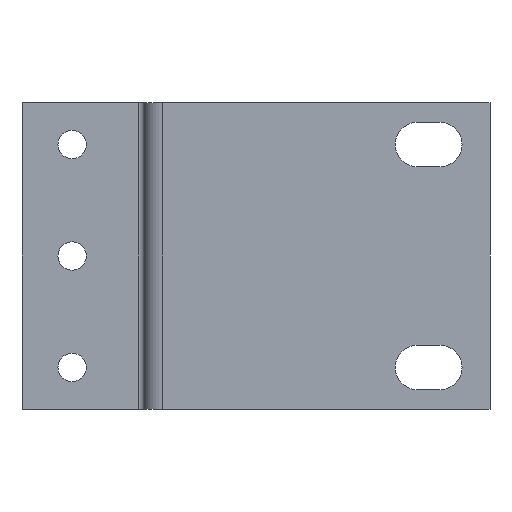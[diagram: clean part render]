
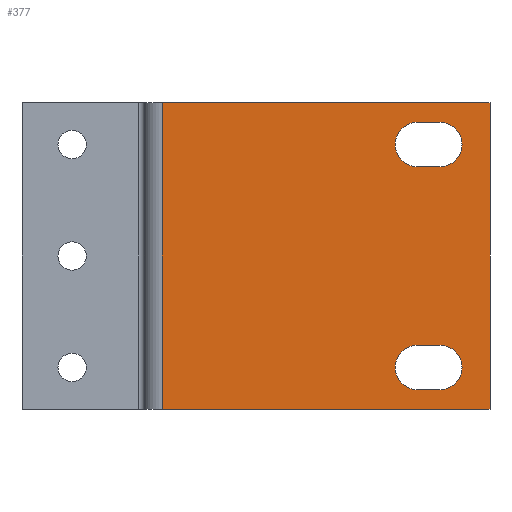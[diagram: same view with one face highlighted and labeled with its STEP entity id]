
A CAD part, front view. The second image highlights one B-rep face of the part: STEP entity #377.
In plain terms, the highlighted planar face has unit normal (0, -1, 0).
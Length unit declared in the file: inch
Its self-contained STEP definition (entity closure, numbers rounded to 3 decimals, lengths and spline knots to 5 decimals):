
#4 = VERTEX_POINT ( 'NONE', #93 ) ;
#6 = CARTESIAN_POINT ( 'NONE',  ( 1.031, 0., -0.5 ) ) ;
#12 = CARTESIAN_POINT ( 'NONE',  ( 1.031, 0., 0.75 ) ) ;
#13 = CARTESIAN_POINT ( 'NONE',  ( 1.3125, 0., 0.859 ) ) ;
#20 = CARTESIAN_POINT ( 'NONE',  ( 1.031, 0., 0.625 ) ) ;
#28 = DIRECTION ( 'NONE',  ( 1., 0., 0. ) ) ;
#31 = EDGE_LOOP ( 'NONE', ( #124, #736, #272, #107 ) ) ;
#53 = AXIS2_PLACEMENT_3D ( 'NONE', #334, #639, #149 ) ;
#57 = DIRECTION ( 'NONE',  ( -1., 0., 0. ) ) ;
#67 = VERTEX_POINT ( 'NONE', #302 ) ;
#70 = DIRECTION ( 'NONE',  ( 0., 1., 0. ) ) ;
#77 = EDGE_CURVE ( 'NONE', #507, #112, #324, .T. ) ;
#93 = CARTESIAN_POINT ( 'NONE',  ( 0.906, 0., 0.75 ) ) ;
#104 = CIRCLE ( 'NONE', #772, 0.125 ) ;
#107 = ORIENTED_EDGE ( 'NONE', *, *, #542, .T. ) ;
#112 = VERTEX_POINT ( 'NONE', #13 ) ;
#124 = ORIENTED_EDGE ( 'NONE', *, *, #284, .T. ) ;
#130 = CIRCLE ( 'NONE', #474, 0.125 ) ;
#132 = ORIENTED_EDGE ( 'NONE', *, *, #138, .T. ) ;
#137 = CARTESIAN_POINT ( 'NONE',  ( 1.3125, 0., -0.859 ) ) ;
#138 = EDGE_CURVE ( 'NONE', #652, #793, #305, .T. ) ;
#141 = DIRECTION ( 'NONE',  ( 1., 0., 0. ) ) ;
#142 = VECTOR ( 'NONE', #546, 39.37008 ) ;
#149 = DIRECTION ( 'NONE',  ( 0., 0., 1. ) ) ;
#164 = VERTEX_POINT ( 'NONE', #385 ) ;
#165 = FACE_OUTER_BOUND ( 'NONE', #695, .T. ) ;
#178 = DIRECTION ( 'NONE',  ( 0., 0., 1. ) ) ;
#190 = DIRECTION ( 'NONE',  ( 0., 0., 1. ) ) ;
#198 = ORIENTED_EDGE ( 'NONE', *, *, #487, .T. ) ;
#203 = DIRECTION ( 'NONE',  ( 1., 0., 0. ) ) ;
#208 = DIRECTION ( 'NONE',  ( 0., 1., 0. ) ) ;
#216 = AXIS2_PLACEMENT_3D ( 'NONE', #20, #208, #274 ) ;
#225 = LINE ( 'NONE', #777, #325 ) ;
#229 = CARTESIAN_POINT ( 'NONE',  ( -1.3125, 0., -0.75 ) ) ;
#260 = ORIENTED_EDGE ( 'NONE', *, *, #740, .T. ) ;
#264 = CARTESIAN_POINT ( 'NONE',  ( -0.52469, 0., 0.859 ) ) ;
#267 = VECTOR ( 'NONE', #203, 39.37008 ) ;
#271 = LINE ( 'NONE', #460, #437 ) ;
#272 = ORIENTED_EDGE ( 'NONE', *, *, #481, .T. ) ;
#273 = CARTESIAN_POINT ( 'NONE',  ( -1.3125, 0., -0.859 ) ) ;
#274 = DIRECTION ( 'NONE',  ( 0., 0., 1. ) ) ;
#284 = EDGE_CURVE ( 'NONE', #610, #533, #271, .T. ) ;
#288 = FACE_BOUND ( 'NONE', #447, .T. ) ;
#294 = LINE ( 'NONE', #229, #299 ) ;
#299 = VECTOR ( 'NONE', #532, 39.37008 ) ;
#301 = FACE_BOUND ( 'NONE', #31, .T. ) ;
#302 = CARTESIAN_POINT ( 'NONE',  ( 1.031, 0., -0.75 ) ) ;
#304 = CARTESIAN_POINT ( 'NONE',  ( 0.906, 0., 0.625 ) ) ;
#305 = LINE ( 'NONE', #670, #142 ) ;
#323 = VECTOR ( 'NONE', #792, 39.37008 ) ;
#324 = LINE ( 'NONE', #137, #323 ) ;
#325 = VECTOR ( 'NONE', #725, 39.37008 ) ;
#327 = LINE ( 'NONE', #273, #267 ) ;
#332 = EDGE_CURVE ( 'NONE', #583, #164, #429, .T. ) ;
#334 = CARTESIAN_POINT ( 'NONE',  ( 1.031, 0., -0.625 ) ) ;
#359 = DIRECTION ( 'NONE',  ( 0., 0., -1. ) ) ;
#361 = LINE ( 'NONE', #536, #758 ) ;
#377 = ADVANCED_FACE ( 'NONE', ( #165, #301, #288 ), #545, .T. ) ;
#382 = EDGE_CURVE ( 'NONE', #443, #4, #104, .T. ) ;
#385 = CARTESIAN_POINT ( 'NONE',  ( 1.031, 0., 0.5 ) ) ;
#403 = CIRCLE ( 'NONE', #53, 0.125 ) ;
#423 = ORIENTED_EDGE ( 'NONE', *, *, #382, .T. ) ;
#429 = CIRCLE ( 'NONE', #216, 0.125 ) ;
#432 = CARTESIAN_POINT ( 'NONE',  ( 0.906, 0., -0.625 ) ) ;
#433 = EDGE_CURVE ( 'NONE', #112, #652, #361, .T. ) ;
#437 = VECTOR ( 'NONE', #141, 39.37008 ) ;
#440 = ORIENTED_EDGE ( 'NONE', *, *, #673, .T. ) ;
#443 = VERTEX_POINT ( 'NONE', #600 ) ;
#447 = EDGE_LOOP ( 'NONE', ( #423, #440, #749, #198 ) ) ;
#459 = CARTESIAN_POINT ( 'NONE',  ( -1.3125, 0., 0.75 ) ) ;
#460 = CARTESIAN_POINT ( 'NONE',  ( -1.3125, 0., -0.5 ) ) ;
#474 = AXIS2_PLACEMENT_3D ( 'NONE', #432, #70, #190 ) ;
#476 = DIRECTION ( 'NONE',  ( 0., -1., 0. ) ) ;
#481 = EDGE_CURVE ( 'NONE', #67, #599, #294, .T. ) ;
#487 = EDGE_CURVE ( 'NONE', #164, #443, #225, .T. ) ;
#493 = CARTESIAN_POINT ( 'NONE',  ( 0.906, 0., -0.75 ) ) ;
#494 = ORIENTED_EDGE ( 'NONE', *, *, #433, .T. ) ;
#503 = CARTESIAN_POINT ( 'NONE',  ( -0.52469, 0., -0.859 ) ) ;
#507 = VERTEX_POINT ( 'NONE', #746 ) ;
#532 = DIRECTION ( 'NONE',  ( -1., 0., 0. ) ) ;
#533 = VERTEX_POINT ( 'NONE', #6 ) ;
#536 = CARTESIAN_POINT ( 'NONE',  ( -1.3125, 0., 0.859 ) ) ;
#542 = EDGE_CURVE ( 'NONE', #599, #610, #130, .T. ) ;
#545 = PLANE ( 'NONE',  #628 ) ;
#546 = DIRECTION ( 'NONE',  ( 0., 0., -1. ) ) ;
#553 = VECTOR ( 'NONE', #28, 39.37008 ) ;
#580 = LINE ( 'NONE', #459, #553 ) ;
#583 = VERTEX_POINT ( 'NONE', #12 ) ;
#587 = ORIENTED_EDGE ( 'NONE', *, *, #77, .T. ) ;
#596 = CARTESIAN_POINT ( 'NONE',  ( -1.3125, 0., -0.859 ) ) ;
#599 = VERTEX_POINT ( 'NONE', #493 ) ;
#600 = CARTESIAN_POINT ( 'NONE',  ( 0.906, 0., 0.5 ) ) ;
#610 = VERTEX_POINT ( 'NONE', #742 ) ;
#628 = AXIS2_PLACEMENT_3D ( 'NONE', #596, #476, #359 ) ;
#639 = DIRECTION ( 'NONE',  ( 0., 1., 0. ) ) ;
#652 = VERTEX_POINT ( 'NONE', #264 ) ;
#670 = CARTESIAN_POINT ( 'NONE',  ( -0.52469, 0., -0.859 ) ) ;
#673 = EDGE_CURVE ( 'NONE', #4, #583, #580, .T. ) ;
#695 = EDGE_LOOP ( 'NONE', ( #260, #587, #494, #132 ) ) ;
#724 = EDGE_CURVE ( 'NONE', #533, #67, #403, .T. ) ;
#725 = DIRECTION ( 'NONE',  ( -1., 0., 0. ) ) ;
#729 = DIRECTION ( 'NONE',  ( 0., 1., 0. ) ) ;
#736 = ORIENTED_EDGE ( 'NONE', *, *, #724, .T. ) ;
#740 = EDGE_CURVE ( 'NONE', #793, #507, #327, .T. ) ;
#742 = CARTESIAN_POINT ( 'NONE',  ( 0.906, 0., -0.5 ) ) ;
#746 = CARTESIAN_POINT ( 'NONE',  ( 1.3125, 0., -0.859 ) ) ;
#749 = ORIENTED_EDGE ( 'NONE', *, *, #332, .T. ) ;
#758 = VECTOR ( 'NONE', #57, 39.37008 ) ;
#772 = AXIS2_PLACEMENT_3D ( 'NONE', #304, #729, #178 ) ;
#777 = CARTESIAN_POINT ( 'NONE',  ( -1.3125, 0., 0.5 ) ) ;
#792 = DIRECTION ( 'NONE',  ( 0., 0., 1. ) ) ;
#793 = VERTEX_POINT ( 'NONE', #503 ) ;
